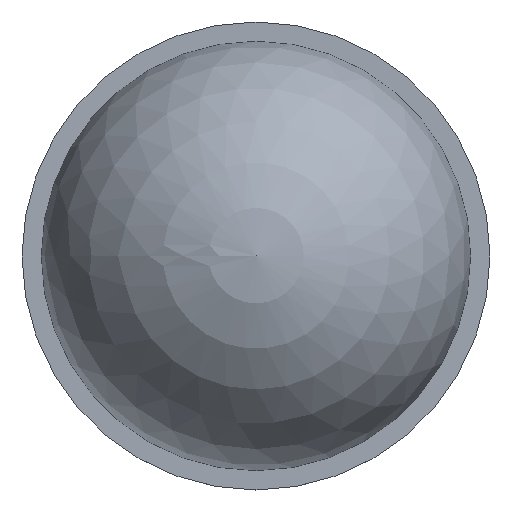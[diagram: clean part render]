
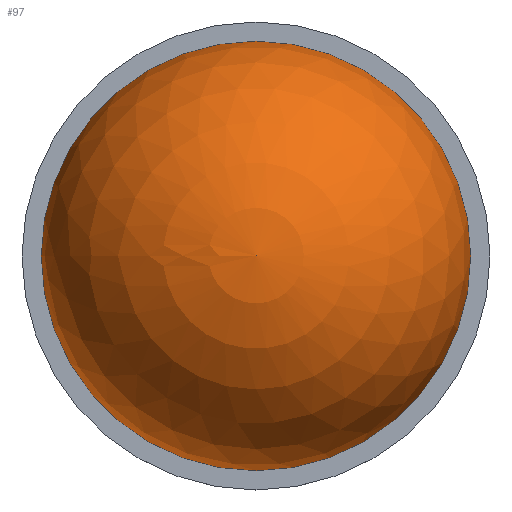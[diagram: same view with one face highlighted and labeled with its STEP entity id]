
A CAD part, top view. The second image highlights one B-rep face of the part: STEP entity #97.
In plain terms, the highlighted spherical face has radius 50 mm.
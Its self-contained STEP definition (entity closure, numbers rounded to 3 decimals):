
#15=SPHERICAL_SURFACE('',#121,50.);
#30=FACE_OUTER_BOUND('',#38,.T.);
#38=EDGE_LOOP('',(#77,#78,#79));
#46=CIRCLE('',#120,50.);
#47=CIRCLE('',#122,50.);
#54=VERTEX_POINT('',#173);
#55=VERTEX_POINT('',#177);
#62=EDGE_CURVE('',#54,#54,#46,.T.);
#64=EDGE_CURVE('',#55,#54,#47,.T.);
#77=ORIENTED_EDGE('',*,*,#62,.T.);
#78=ORIENTED_EDGE('',*,*,#64,.F.);
#79=ORIENTED_EDGE('',*,*,#64,.T.);
#97=ADVANCED_FACE('',(#30),#15,.T.);
#120=AXIS2_PLACEMENT_3D('',#174,#141,#142);
#121=AXIS2_PLACEMENT_3D('',#176,#144,#145);
#122=AXIS2_PLACEMENT_3D('',#178,#146,#147);
#141=DIRECTION('center_axis',(0.,0.,1.));
#142=DIRECTION('ref_axis',(1.,0.,0.));
#144=DIRECTION('center_axis',(0.,0.,1.));
#145=DIRECTION('ref_axis',(1.,0.,0.));
#146=DIRECTION('center_axis',(0.,-1.,0.));
#147=DIRECTION('ref_axis',(-1.,0.,0.));
#173=CARTESIAN_POINT('',(-50.,0.,6.));
#174=CARTESIAN_POINT('Origin',(0.,0.,6.));
#176=CARTESIAN_POINT('Origin',(0.,0.,6.));
#177=CARTESIAN_POINT('',(0.,0.,56.));
#178=CARTESIAN_POINT('Origin',(0.,0.,6.));
